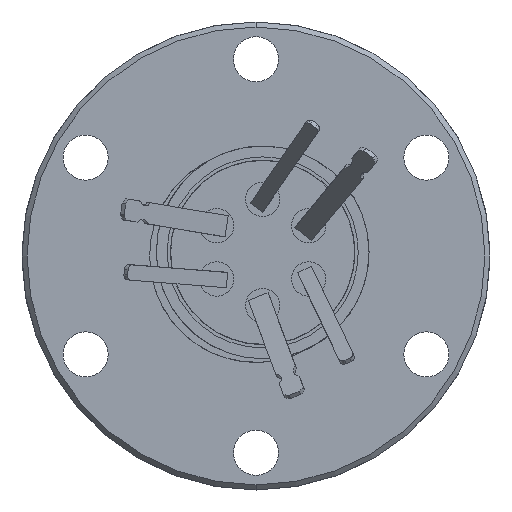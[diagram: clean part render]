
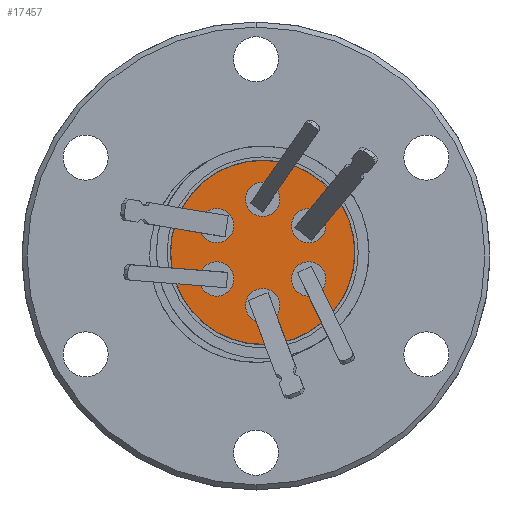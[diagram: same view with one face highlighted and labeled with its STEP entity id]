
A CAD part, front view. The second image highlights one B-rep face of the part: STEP entity #17457.
In plain terms, the highlighted planar face has unit normal (0, -1, 0).
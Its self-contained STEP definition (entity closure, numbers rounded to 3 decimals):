
#196 = EDGE_CURVE ( 'NONE', #7509, #17365, #15356, .T. ) ;
#552 = AXIS2_PLACEMENT_3D ( 'NONE', #9037, #572, #10430 ) ;
#572 = DIRECTION ( 'NONE',  ( 0., 1., 0. ) ) ;
#695 = VERTEX_POINT ( 'NONE', #9198 ) ;
#1022 = VERTEX_POINT ( 'NONE', #4736 ) ;
#1029 = VERTEX_POINT ( 'NONE', #4045 ) ;
#1069 = DIRECTION ( 'NONE',  ( -1., 0., 0. ) ) ;
#1105 = CARTESIAN_POINT ( 'NONE',  ( -5.878, -53.191, 4.509 ) ) ;
#1128 = AXIS2_PLACEMENT_3D ( 'NONE', #12851, #17136, #14283 ) ;
#1336 = EDGE_CURVE ( 'NONE', #9472, #13482, #11371, .T. ) ;
#1421 = AXIS2_PLACEMENT_3D ( 'NONE', #17802, #9516, #1069 ) ;
#1472 = CARTESIAN_POINT ( 'NONE',  ( 0.996, -53.191, -13.189 ) ) ;
#1532 = DIRECTION ( 'NONE',  ( 0., 1., 0. ) ) ;
#1620 = CARTESIAN_POINT ( 'NONE',  ( 7.87, -53.191, 4.509 ) ) ;
#1654 = CARTESIAN_POINT ( 'NONE',  ( 3.561, -53.191, -7.397 ) ) ;
#1729 = DIRECTION ( 'NONE',  ( 0., 1., 0. ) ) ;
#1799 = CIRCLE ( 'NONE', #12911, 2.565 ) ;
#1890 = EDGE_CURVE ( 'NONE', #17365, #7509, #17845, .T. ) ;
#1908 = DIRECTION ( 'NONE',  ( 0., 1., 0. ) ) ;
#2367 = PLANE ( 'NONE',  #6503 ) ;
#2406 = ORIENTED_EDGE ( 'NONE', *, *, #8028, .T. ) ;
#2555 = DIRECTION ( 'NONE',  ( -1., 0., 0. ) ) ;
#2785 = AXIS2_PLACEMENT_3D ( 'NONE', #8463, #18141, #9853 ) ;
#2994 = EDGE_CURVE ( 'NONE', #12331, #9614, #18041, .T. ) ;
#3057 = DIRECTION ( 'NONE',  ( 0., 0., 1. ) ) ;
#3409 = CIRCLE ( 'NONE', #552, 13.729 ) ;
#3585 = DIRECTION ( 'NONE',  ( 0., 0., 1. ) ) ;
#3648 = DIRECTION ( 'NONE',  ( 0., 1., 0. ) ) ;
#3793 = CIRCLE ( 'NONE', #9535, 2.565 ) ;
#3901 = VERTEX_POINT ( 'NONE', #17763 ) ;
#4045 = CARTESIAN_POINT ( 'NONE',  ( -8.443, -53.191, 4.509 ) ) ;
#4736 = CARTESIAN_POINT ( 'NONE',  ( 7.87, -53.191, 7.074 ) ) ;
#5041 = EDGE_CURVE ( 'NONE', #7467, #18121, #16756, .T. ) ;
#5072 = EDGE_CURVE ( 'NONE', #695, #1022, #13967, .T. ) ;
#5202 = CARTESIAN_POINT ( 'NONE',  ( 0.996, -53.191, 0.54 ) ) ;
#5389 = AXIS2_PLACEMENT_3D ( 'NONE', #9269, #10855, #16397 ) ;
#5587 = EDGE_LOOP ( 'NONE', ( #15539, #5781 ) ) ;
#5619 = EDGE_LOOP ( 'NONE', ( #6511, #14065 ) ) ;
#5781 = ORIENTED_EDGE ( 'NONE', *, *, #5072, .T. ) ;
#5930 = AXIS2_PLACEMENT_3D ( 'NONE', #9966, #1532, #11379 ) ;
#6014 = CARTESIAN_POINT ( 'NONE',  ( 0.996, -53.191, -7.397 ) ) ;
#6242 = DIRECTION ( 'NONE',  ( 0., 1., 0. ) ) ;
#6503 = AXIS2_PLACEMENT_3D ( 'NONE', #5202, #6631, #16312 ) ;
#6511 = ORIENTED_EDGE ( 'NONE', *, *, #9171, .T. ) ;
#6631 = DIRECTION ( 'NONE',  ( 0., -1., 0. ) ) ;
#6836 = EDGE_LOOP ( 'NONE', ( #2406, #12058 ) ) ;
#6982 = FACE_BOUND ( 'NONE', #15920, .T. ) ;
#7163 = CIRCLE ( 'NONE', #5930, 2.565 ) ;
#7198 = EDGE_CURVE ( 'NONE', #1022, #695, #8829, .T. ) ;
#7437 = DIRECTION ( 'NONE',  ( -1., 0., 0. ) ) ;
#7467 = VERTEX_POINT ( 'NONE', #12176 ) ;
#7509 = VERTEX_POINT ( 'NONE', #8144 ) ;
#7519 = EDGE_LOOP ( 'NONE', ( #16736, #14449 ) ) ;
#7638 = EDGE_CURVE ( 'NONE', #18121, #7467, #7163, .T. ) ;
#7857 = FACE_BOUND ( 'NONE', #7519, .T. ) ;
#8028 = EDGE_CURVE ( 'NONE', #1029, #8443, #15816, .T. ) ;
#8144 = CARTESIAN_POINT ( 'NONE',  ( 0.996, -53.191, 5.912 ) ) ;
#8443 = VERTEX_POINT ( 'NONE', #16031 ) ;
#8463 = CARTESIAN_POINT ( 'NONE',  ( 7.87, -53.191, -3.429 ) ) ;
#8734 = FACE_OUTER_BOUND ( 'NONE', #8823, .T. ) ;
#8823 = EDGE_LOOP ( 'NONE', ( #10831, #9003 ) ) ;
#8829 = CIRCLE ( 'NONE', #14069, 2.565 ) ;
#9003 = ORIENTED_EDGE ( 'NONE', *, *, #11034, .F. ) ;
#9016 = CIRCLE ( 'NONE', #2785, 2.565 ) ;
#9037 = CARTESIAN_POINT ( 'NONE',  ( 0.996, -53.191, 0.54 ) ) ;
#9171 = EDGE_CURVE ( 'NONE', #9614, #12331, #17773, .T. ) ;
#9198 = CARTESIAN_POINT ( 'NONE',  ( 7.87, -53.191, 1.943 ) ) ;
#9269 = CARTESIAN_POINT ( 'NONE',  ( 0.996, -53.191, 0.54 ) ) ;
#9407 = AXIS2_PLACEMENT_3D ( 'NONE', #10319, #1908, #11732 ) ;
#9472 = VERTEX_POINT ( 'NONE', #18128 ) ;
#9516 = DIRECTION ( 'NONE',  ( 0., 1., 0. ) ) ;
#9535 = AXIS2_PLACEMENT_3D ( 'NONE', #1105, #10956, #2555 ) ;
#9612 = CARTESIAN_POINT ( 'NONE',  ( -8.443, -53.191, -3.429 ) ) ;
#9614 = VERTEX_POINT ( 'NONE', #10133 ) ;
#9630 = DIRECTION ( 'NONE',  ( 0., 0., 1. ) ) ;
#9690 = DIRECTION ( 'NONE',  ( 0., 1., 0. ) ) ;
#9754 = CARTESIAN_POINT ( 'NONE',  ( 0.996, -53.191, 8.478 ) ) ;
#9853 = DIRECTION ( 'NONE',  ( -1., 0., 0. ) ) ;
#9966 = CARTESIAN_POINT ( 'NONE',  ( -5.878, -53.191, -3.429 ) ) ;
#10133 = CARTESIAN_POINT ( 'NONE',  ( -1.569, -53.191, -7.397 ) ) ;
#10151 = CARTESIAN_POINT ( 'NONE',  ( 7.87, -53.191, -3.429 ) ) ;
#10176 = ORIENTED_EDGE ( 'NONE', *, *, #5041, .T. ) ;
#10277 = EDGE_CURVE ( 'NONE', #8443, #1029, #3793, .T. ) ;
#10319 = CARTESIAN_POINT ( 'NONE',  ( -5.878, -53.191, -3.429 ) ) ;
#10405 = AXIS2_PLACEMENT_3D ( 'NONE', #10647, #3648, #3585 ) ;
#10430 = DIRECTION ( 'NONE',  ( 0., 0., 1. ) ) ;
#10483 = EDGE_CURVE ( 'NONE', #17689, #3901, #1799, .T. ) ;
#10647 = CARTESIAN_POINT ( 'NONE',  ( 0.996, -53.191, 8.478 ) ) ;
#10669 = FACE_BOUND ( 'NONE', #5587, .T. ) ;
#10831 = ORIENTED_EDGE ( 'NONE', *, *, #1336, .F. ) ;
#10855 = DIRECTION ( 'NONE',  ( 0., 1., 0. ) ) ;
#10956 = DIRECTION ( 'NONE',  ( 0., 1., 0. ) ) ;
#11034 = EDGE_CURVE ( 'NONE', #13482, #9472, #3409, .T. ) ;
#11124 = FACE_BOUND ( 'NONE', #12344, .T. ) ;
#11290 = AXIS2_PLACEMENT_3D ( 'NONE', #14550, #6242, #15923 ) ;
#11371 = CIRCLE ( 'NONE', #5389, 13.729 ) ;
#11379 = DIRECTION ( 'NONE',  ( -1., 0., 0. ) ) ;
#11464 = DIRECTION ( 'NONE',  ( 0., 1., 0. ) ) ;
#11564 = DIRECTION ( 'NONE',  ( -1., 0., 0. ) ) ;
#11670 = ORIENTED_EDGE ( 'NONE', *, *, #14913, .T. ) ;
#11732 = DIRECTION ( 'NONE',  ( -1., 0., 0. ) ) ;
#12000 = CARTESIAN_POINT ( 'NONE',  ( 0.996, -53.191, 11.043 ) ) ;
#12058 = ORIENTED_EDGE ( 'NONE', *, *, #10277, .T. ) ;
#12176 = CARTESIAN_POINT ( 'NONE',  ( -3.313, -53.191, -3.429 ) ) ;
#12331 = VERTEX_POINT ( 'NONE', #1654 ) ;
#12344 = EDGE_LOOP ( 'NONE', ( #12729, #10176 ) ) ;
#12729 = ORIENTED_EDGE ( 'NONE', *, *, #7638, .T. ) ;
#12851 = CARTESIAN_POINT ( 'NONE',  ( 0.996, -53.191, -7.397 ) ) ;
#12911 = AXIS2_PLACEMENT_3D ( 'NONE', #10151, #1729, #11564 ) ;
#13482 = VERTEX_POINT ( 'NONE', #1472 ) ;
#13967 = CIRCLE ( 'NONE', #11290, 2.565 ) ;
#14065 = ORIENTED_EDGE ( 'NONE', *, *, #2994, .T. ) ;
#14069 = AXIS2_PLACEMENT_3D ( 'NONE', #1620, #11464, #3057 ) ;
#14283 = DIRECTION ( 'NONE',  ( -1., 0., 0. ) ) ;
#14338 = FACE_BOUND ( 'NONE', #6836, .T. ) ;
#14449 = ORIENTED_EDGE ( 'NONE', *, *, #196, .T. ) ;
#14550 = CARTESIAN_POINT ( 'NONE',  ( 7.87, -53.191, 4.509 ) ) ;
#14913 = EDGE_CURVE ( 'NONE', #3901, #17689, #9016, .T. ) ;
#15005 = ORIENTED_EDGE ( 'NONE', *, *, #10483, .T. ) ;
#15356 = CIRCLE ( 'NONE', #10405, 2.565 ) ;
#15539 = ORIENTED_EDGE ( 'NONE', *, *, #7198, .T. ) ;
#15699 = DIRECTION ( 'NONE',  ( 0., 1., 0. ) ) ;
#15816 = CIRCLE ( 'NONE', #1421, 2.565 ) ;
#15920 = EDGE_LOOP ( 'NONE', ( #11670, #15005 ) ) ;
#15923 = DIRECTION ( 'NONE',  ( 0., 0., 1. ) ) ;
#16031 = CARTESIAN_POINT ( 'NONE',  ( -3.313, -53.191, 4.509 ) ) ;
#16068 = CARTESIAN_POINT ( 'NONE',  ( 10.435, -53.191, -3.429 ) ) ;
#16312 = DIRECTION ( 'NONE',  ( 0., 0., -1. ) ) ;
#16397 = DIRECTION ( 'NONE',  ( 0., 0., 1. ) ) ;
#16736 = ORIENTED_EDGE ( 'NONE', *, *, #1890, .T. ) ;
#16756 = CIRCLE ( 'NONE', #9407, 2.565 ) ;
#17136 = DIRECTION ( 'NONE',  ( 0., 1., 0. ) ) ;
#17165 = AXIS2_PLACEMENT_3D ( 'NONE', #9754, #9690, #9630 ) ;
#17365 = VERTEX_POINT ( 'NONE', #12000 ) ;
#17457 = ADVANCED_FACE ( 'NONE', ( #18030, #7857, #11124, #8734, #14338, #10669, #6982 ), #2367, .T. ) ;
#17689 = VERTEX_POINT ( 'NONE', #16068 ) ;
#17763 = CARTESIAN_POINT ( 'NONE',  ( 5.305, -53.191, -3.429 ) ) ;
#17773 = CIRCLE ( 'NONE', #18056, 2.565 ) ;
#17802 = CARTESIAN_POINT ( 'NONE',  ( -5.878, -53.191, 4.509 ) ) ;
#17845 = CIRCLE ( 'NONE', #17165, 2.565 ) ;
#18030 = FACE_BOUND ( 'NONE', #5619, .T. ) ;
#18041 = CIRCLE ( 'NONE', #1128, 2.565 ) ;
#18056 = AXIS2_PLACEMENT_3D ( 'NONE', #6014, #15699, #7437 ) ;
#18121 = VERTEX_POINT ( 'NONE', #9612 ) ;
#18128 = CARTESIAN_POINT ( 'NONE',  ( 0.996, -53.191, 14.269 ) ) ;
#18141 = DIRECTION ( 'NONE',  ( 0., 1., 0. ) ) ;
